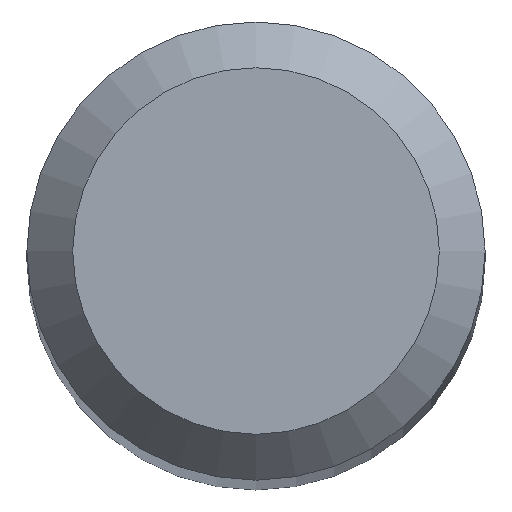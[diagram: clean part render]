
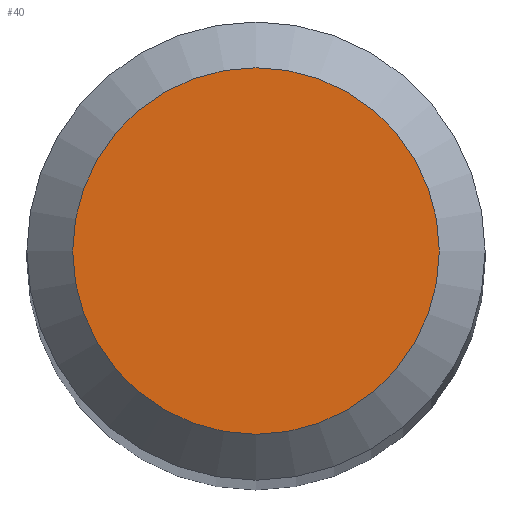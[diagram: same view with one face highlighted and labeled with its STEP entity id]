
A CAD part, top view. The second image highlights one B-rep face of the part: STEP entity #40.
In plain terms, the highlighted planar face has unit normal (0, 0, 1).
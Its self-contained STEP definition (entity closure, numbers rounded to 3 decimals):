
#9 = ORIENTED_EDGE ( 'NONE', *, *, #100, .F. ) ;
#15 = DIRECTION ( 'NONE',  ( 0., 1., 0. ) ) ;
#25 = DIRECTION ( 'NONE',  ( 0., 0., -1. ) ) ;
#40 = ADVANCED_FACE ( 'NONE', ( #76 ), #123, .F. ) ;
#46 = CARTESIAN_POINT ( 'NONE',  ( 0., 0., 38. ) ) ;
#53 = AXIS2_PLACEMENT_3D ( 'NONE', #46, #107, #15 ) ;
#62 = DIRECTION ( 'NONE',  ( 0., 1., 0. ) ) ;
#76 = FACE_OUTER_BOUND ( 'NONE', #115, .T. ) ;
#100 = EDGE_CURVE ( 'NONE', #183, #183, #113, .T. ) ;
#104 = CARTESIAN_POINT ( 'NONE',  ( 0., 1.2, 38. ) ) ;
#106 = AXIS2_PLACEMENT_3D ( 'NONE', #132, #25, #62 ) ;
#107 = DIRECTION ( 'NONE',  ( 0., 0., -1. ) ) ;
#113 = CIRCLE ( 'NONE', #106, 1.2 ) ;
#115 = EDGE_LOOP ( 'NONE', ( #9 ) ) ;
#123 = PLANE ( 'NONE',  #53 ) ;
#132 = CARTESIAN_POINT ( 'NONE',  ( 0., 0., 38. ) ) ;
#183 = VERTEX_POINT ( 'NONE', #104 ) ;
